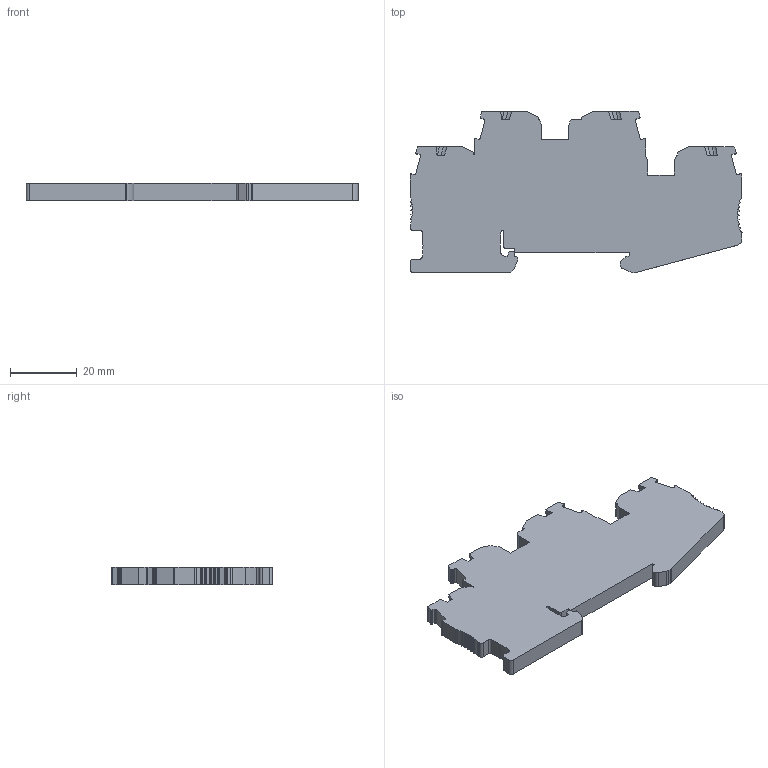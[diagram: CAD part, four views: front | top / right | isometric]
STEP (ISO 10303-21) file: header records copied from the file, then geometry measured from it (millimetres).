
FILE_DESCRIPTION(('SolidDesigner STEP Export'),'2;1');
FILE_NAME('3205116_qttcb15_select.stp','2004-03-04T 6:50:29',(''),(''),'OneSpaceDesigner STEP processor Version: 9.0 (March 2001)for AP203(Solid Model)','CoCreate OneSpaceDesigner: 11.50A 18-Jul-2002(C) CoCreate Software GmbH','');
FILE_SCHEMA(('CONFIG_CONTROL_DESIGN'));
Length unit declared in the file: millimetre
Products named in the file (2): 3205116_qttcb15_select
Assembly tree (1 placements, depth 2):
  3205116_qttcb15_select
    3205116_qttcb15_select
Bounding box: 99.58 x 48.35 x 5.15 mm (x, y, z)
Volume: 18472.6 mm3; surface area: 9639.8 mm2
Topology: 1 solids, 1 shells, 323 faces, 946 edges, 630 vertices
Faces by surface type: plane 195, cylinder 128
Entity records: 13071 total; most frequent: ORIENTED_EDGE 1892, CARTESIAN_POINT 1809, DIRECTION 1677, EDGE_CURVE 946, VECTOR 681, LINE 681, VERTEX_POINT 630, AXIS2_PLACEMENT_3D 498
